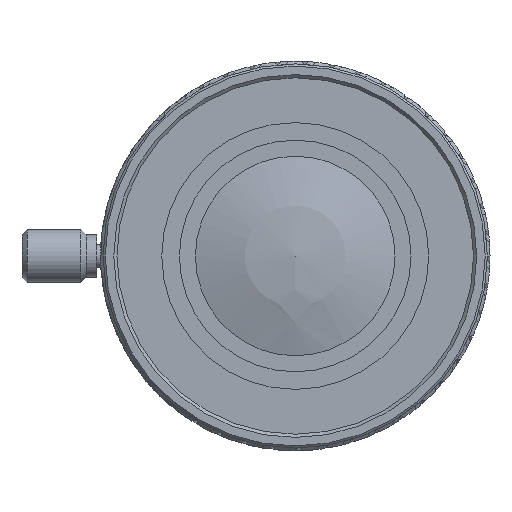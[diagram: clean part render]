
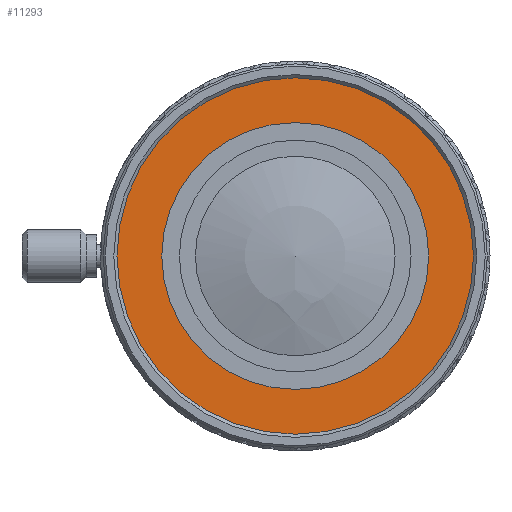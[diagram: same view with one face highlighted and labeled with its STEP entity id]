
A CAD part, left-side view. The second image highlights one B-rep face of the part: STEP entity #11293.
In plain terms, the highlighted planar face has unit normal (-1, 0, 0).
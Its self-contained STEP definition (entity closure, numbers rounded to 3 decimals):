
#36=PLANE('',#12007);
#1329=CIRCLE('',#12008,12.5);
#1330=CIRCLE('',#12009,17.);
#2649=ORIENTED_EDGE('',*,*,#4997,.T.);
#2650=ORIENTED_EDGE('',*,*,#4998,.T.);
#4997=EDGE_CURVE('',#6085,#6085,#1329,.F.);
#4998=EDGE_CURVE('',#6086,#6086,#1330,.T.);
#6085=VERTEX_POINT('',#18414);
#6086=VERTEX_POINT('',#18416);
#6752=EDGE_LOOP('',(#2649));
#6753=EDGE_LOOP('',(#2650));
#7290=FACE_BOUND('',#6752,.T.);
#7291=FACE_BOUND('',#6753,.T.);
#11293=ADVANCED_FACE('',(#7290,#7291),#36,.T.);
#12007=AXIS2_PLACEMENT_3D('',#18412,#13187,#13188);
#12008=AXIS2_PLACEMENT_3D('',#18413,#13189,#13190);
#12009=AXIS2_PLACEMENT_3D('',#18415,#13191,#13192);
#13187=DIRECTION('',(-1.,0.,0.));
#13188=DIRECTION('',(0.,0.,1.));
#13189=DIRECTION('',(-1.,0.,0.));
#13190=DIRECTION('',(0.,0.,1.));
#13191=DIRECTION('',(-1.,0.,0.));
#13192=DIRECTION('',(0.,0.,1.));
#18412=CARTESIAN_POINT('',(-94.796,0.,17.));
#18413=CARTESIAN_POINT('',(-94.796,0.,0.));
#18414=CARTESIAN_POINT('',(-94.796,0.,12.5));
#18415=CARTESIAN_POINT('',(-94.796,0.,0.));
#18416=CARTESIAN_POINT('',(-94.796,0.,17.));
